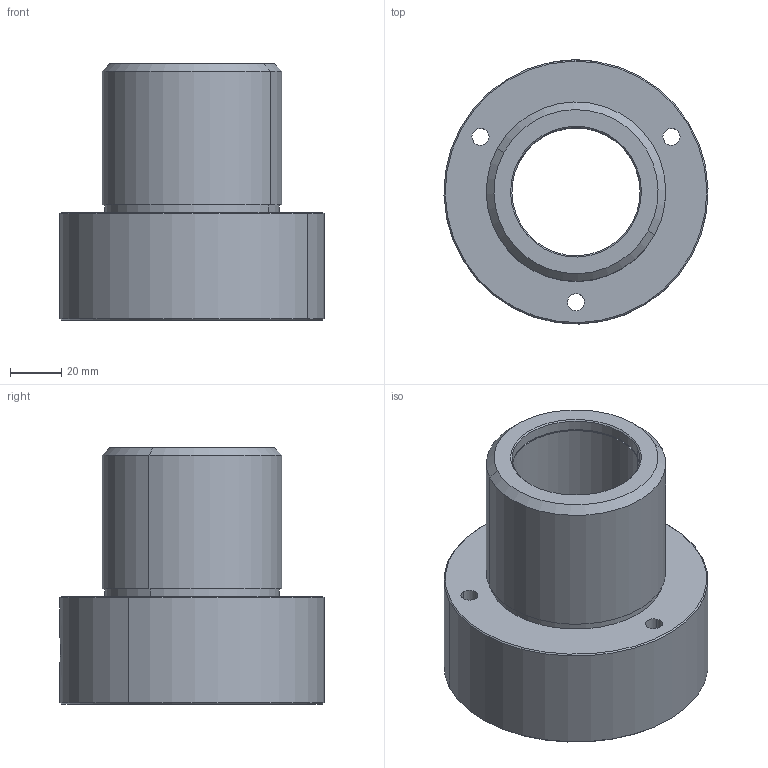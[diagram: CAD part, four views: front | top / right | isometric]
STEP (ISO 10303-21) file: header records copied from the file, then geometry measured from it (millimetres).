
FILE_DESCRIPTION(('CATIA V5 STEP Exchange'),'2;1');
FILE_NAME('RDBB206.50100.stp','2017-03-06T18:55:32+00:00',('none'),('none'),'CATIA Version 5 Release 19 GA (IN-10)','CATIA V5 STEP AP203','none');
FILE_SCHEMA(('CONFIG_CONTROL_DESIGN'));
Length unit declared in the file: millimetre
Products named in the file (1): RDBB206.50100
Bounding box: 102.97 x 102.98 x 100 mm (x, y, z)
Volume: 368076 mm3; surface area: 91524.5 mm2
Topology: 1 solids, 1 shells, 53 faces, 119 edges, 81 vertices
Faces by surface type: cylinder 32, plane 11, cone 10
Entity records: 1503 total; most frequent: CARTESIAN_POINT 346, ORIENTED_EDGE 232, DIRECTION 177, EDGE_CURVE 116, AXIS2_PLACEMENT_3D 100, EDGE_LOOP 74, VERTEX_POINT 74, CIRCLE 66
